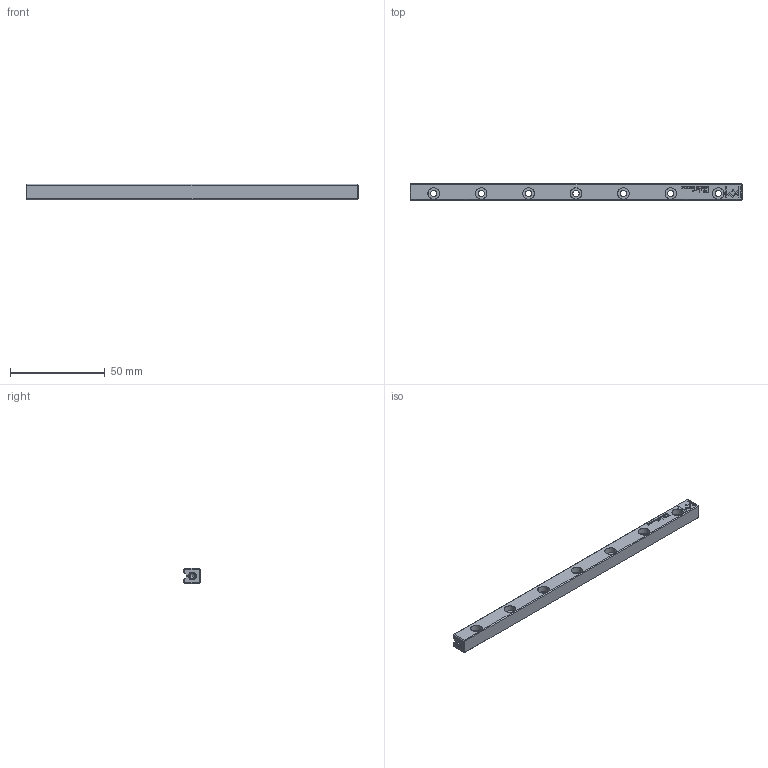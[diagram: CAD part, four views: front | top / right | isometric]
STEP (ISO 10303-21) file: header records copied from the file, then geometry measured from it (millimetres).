
FILE_DESCRIPTION(/* description */ (''),/* implementation_level */ '2;1');
FILE_NAME(/* name */ 'Rail RSDE-3175.stp',/* time_stamp */ '2024-11-11T14:49:25+01:00',/* author */ (''),/* organization */ (''),/* preprocessor_version */ 'ST-DEVELOPER v16.7',/* originating_system */ 'SIEMENS PLM Software NX 12.0',/* authorisation */ '');
FILE_SCHEMA (('AUTOMOTIVE_DESIGN { 1 0 10303 214 3 1 1 1 }'));
Length unit declared in the file: millimetre
Products named in the file (1): Rail RSDE-3175_step_stp
Bounding box: 175 x 8.6 x 8 mm (x, y, z)
Volume: 10355.2 mm3; surface area: 6877.3 mm2
Topology: 1 solids, 1 shells, 360 faces, 966 edges, 641 vertices
Faces by surface type: plane 231, bspline 90, cone 20, cylinder 19
Full cylindrical faces by diameter (mm): 2.6 x2, 3.2 x2, 3.3 x7, 6 x7
Entity records: 13249 total; most frequent: CARTESIAN_POINT 3116, ORIENTED_EDGE 1798, DIRECTION 1315, EDGE_CURVE 899, LINE 665, VECTOR 665, VERTEX_POINT 614, EDGE_LOOP 445
